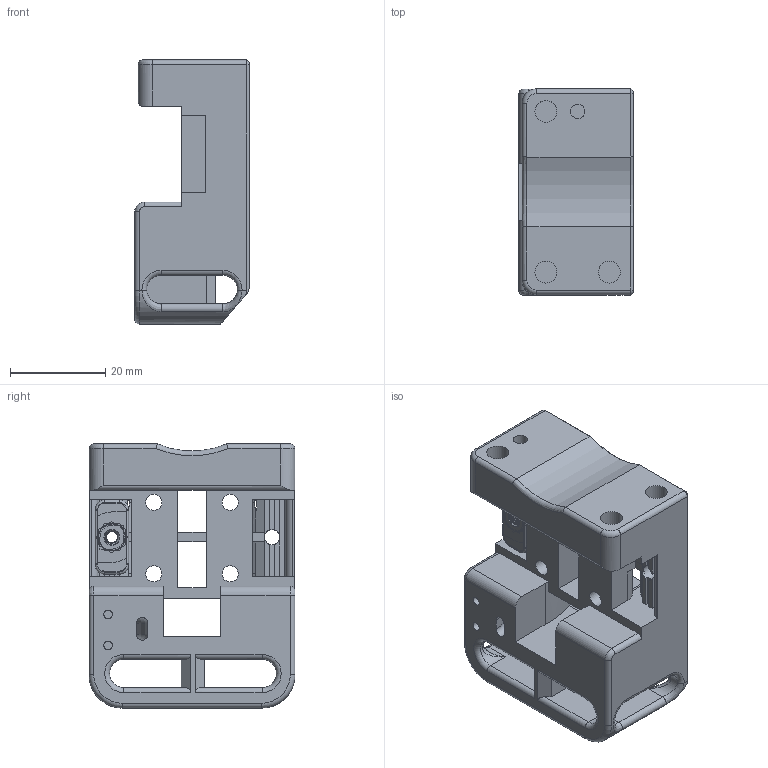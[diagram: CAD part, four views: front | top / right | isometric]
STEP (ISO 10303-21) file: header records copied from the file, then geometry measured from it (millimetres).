
FILE_DESCRIPTION(/* description */ (''),/* implementation_level */ '2;1');
FILE_NAME(/* name */ 'MGN9 Carriage Klicky v2.step',/* time_stamp */ '2021-09-27T21:36:46+02:00',/* author */ (''),/* organization */ (''),/* preprocessor_version */ 'ST-DEVELOPER v18.1',/* originating_system */ 'Autodesk Translation Framework v10.10.0.1391',/* authorisation */ '');
FILE_SCHEMA (('AUTOMOTIVE_DESIGN { 1 0 10303 214 3 1 1 }'));
Length unit declared in the file: millimetre
Products named in the file (6): MGN9 Carriage Klicky; Belt Clamp M3 Nut; Belt Clamp T-Nut; T_Nut_Drop_in_2020_M3; Belt Clamp M3 Nut v2; M3 Nut
Assembly tree (6 placements, depth 3):
  MGN9 Carriage Klicky
    Belt Clamp M3 Nut
      M3 Nut
    Belt Clamp T-Nut
      T_Nut_Drop_in_2020_M3
    Belt Clamp M3 Nut v2
      M3 Nut
Bounding box: 24 x 43.2 x 55.4 mm (x, y, z)
Volume: 31399.9 mm3; surface area: 16347.9 mm2
Topology: 7 solids, 7 shells, 674 faces, 1820 edges, 1135 vertices
Faces by surface type: plane 369, cylinder 168, cone 75, bspline 35, torus 27
Full cylindrical faces by diameter (mm): 1.8 x2, 2.35 x4, 2.529 x6, 3 x1, 3.086 x7, 3.2 x4, 3.4 x4, 4.6 x7, 6 x2, 6.1 x1
Entity records: 28747 total; most frequent: CARTESIAN_POINT 12473, ORIENTED_EDGE 3492, DIRECTION 3256, EDGE_CURVE 1746, AXIS2_PLACEMENT_3D 1112, VERTEX_POINT 1095, LINE 1032, VECTOR 1032
